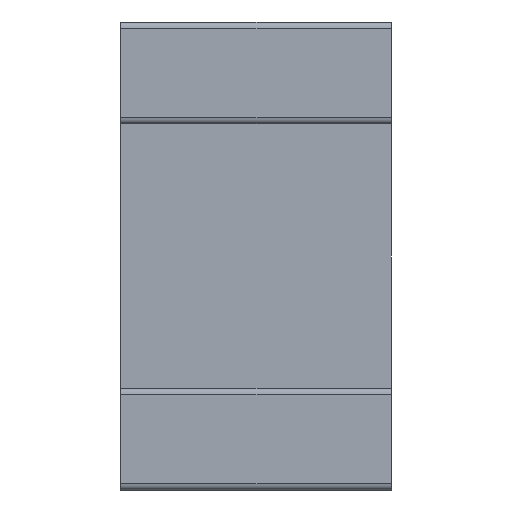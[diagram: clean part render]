
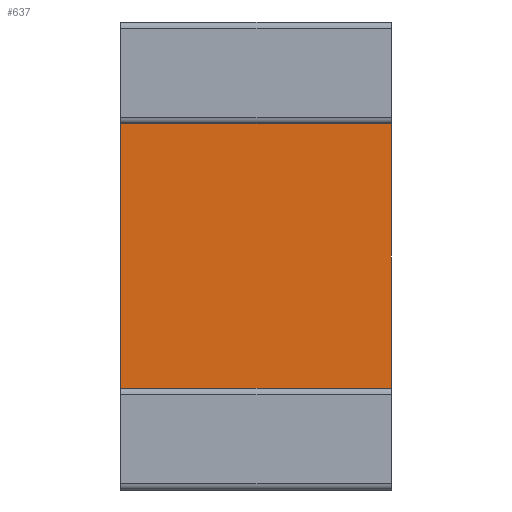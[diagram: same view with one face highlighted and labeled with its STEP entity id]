
A CAD part, left-side view. The second image highlights one B-rep face of the part: STEP entity #637.
In plain terms, the highlighted planar face has unit normal (-1, 0, 0).
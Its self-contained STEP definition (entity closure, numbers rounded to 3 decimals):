
#27 = DIRECTION ( 'NONE',  ( 0., 1., 0. ) ) ;
#53 = ORIENTED_EDGE ( 'NONE', *, *, #147, .T. ) ;
#62 = ORIENTED_EDGE ( 'NONE', *, *, #174, .F. ) ;
#147 = EDGE_CURVE ( 'NONE', #1612, #1873, #1891, .T. ) ;
#173 = CARTESIAN_POINT ( 'NONE',  ( -10.4, 8.1, -3.95 ) ) ;
#174 = EDGE_CURVE ( 'NONE', #1612, #1168, #803, .T. ) ;
#271 = VERTEX_POINT ( 'NONE', #173 ) ;
#399 = EDGE_LOOP ( 'NONE', ( #1593, #871, #62, #53 ) ) ;
#452 = PLANE ( 'NONE',  #1185 ) ;
#480 = EDGE_CURVE ( 'NONE', #1873, #271, #734, .T. ) ;
#527 = CARTESIAN_POINT ( 'NONE',  ( -10.4, 0., 3.95 ) ) ;
#587 = DIRECTION ( 'NONE',  ( 0., 0., -1. ) ) ;
#620 = VECTOR ( 'NONE', #1759, 1000. ) ;
#627 = CARTESIAN_POINT ( 'NONE',  ( -10.4, 0., -3.95 ) ) ;
#637 = ADVANCED_FACE ( 'NONE', ( #1729 ), #452, .F. ) ;
#734 = LINE ( 'NONE', #1988, #1993 ) ;
#803 = LINE ( 'NONE', #1263, #620 ) ;
#871 = ORIENTED_EDGE ( 'NONE', *, *, #1427, .F. ) ;
#893 = LINE ( 'NONE', #1548, #1962 ) ;
#999 = VECTOR ( 'NONE', #27, 1000. ) ;
#1057 = CARTESIAN_POINT ( 'NONE',  ( -10.4, 0., 3.95 ) ) ;
#1113 = CARTESIAN_POINT ( 'NONE',  ( -10.4, 0., 3.95 ) ) ;
#1168 = VERTEX_POINT ( 'NONE', #627 ) ;
#1185 = AXIS2_PLACEMENT_3D ( 'NONE', #1057, #1557, #1568 ) ;
#1263 = CARTESIAN_POINT ( 'NONE',  ( -10.4, 0., 3.95 ) ) ;
#1427 = EDGE_CURVE ( 'NONE', #1168, #271, #893, .T. ) ;
#1548 = CARTESIAN_POINT ( 'NONE',  ( -10.4, 0., -3.95 ) ) ;
#1557 = DIRECTION ( 'NONE',  ( 1., 0., 0. ) ) ;
#1568 = DIRECTION ( 'NONE',  ( 0., 0., -1. ) ) ;
#1593 = ORIENTED_EDGE ( 'NONE', *, *, #480, .T. ) ;
#1612 = VERTEX_POINT ( 'NONE', #1113 ) ;
#1729 = FACE_OUTER_BOUND ( 'NONE', #399, .T. ) ;
#1759 = DIRECTION ( 'NONE',  ( 0., 0., -1. ) ) ;
#1873 = VERTEX_POINT ( 'NONE', #1961 ) ;
#1891 = LINE ( 'NONE', #527, #999 ) ;
#1961 = CARTESIAN_POINT ( 'NONE',  ( -10.4, 8.1, 3.95 ) ) ;
#1962 = VECTOR ( 'NONE', #2000, 1000. ) ;
#1988 = CARTESIAN_POINT ( 'NONE',  ( -10.4, 8.1, 3.95 ) ) ;
#1993 = VECTOR ( 'NONE', #587, 1000. ) ;
#2000 = DIRECTION ( 'NONE',  ( 0., 1., 0. ) ) ;
